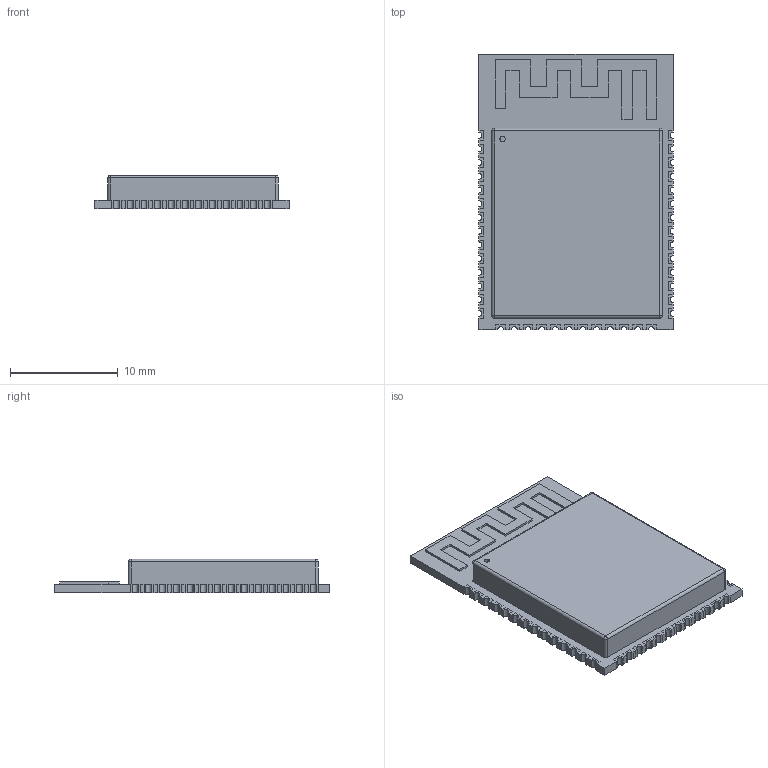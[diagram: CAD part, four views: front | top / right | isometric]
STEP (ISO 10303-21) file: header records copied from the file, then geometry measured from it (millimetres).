
FILE_DESCRIPTION(('FreeCAD Model'),'2;1');
FILE_NAME('Open CASCADE Shape Model','2024-10-15T03:08:01',( 'kicad StepUp'),('ksu MCAD'),'Open CASCADE STEP processor 7.8', 'FreeCAD','Unknown');
FILE_SCHEMA(('AUTOMOTIVE_DESIGN { 1 0 10303 214 1 1 1 1 }'));
Length unit declared in the file: millimetre
Products named in the file (1): ESP32-S3-WROOM-2
Bounding box: 18 x 25.5 x 3.1 mm (x, y, z)
Volume: 1009.1 mm3; surface area: 1152.2 mm2
Topology: 1 solids, 1 shells, 303 faces, 1055 edges, 762 vertices
Faces by surface type: plane 250, cylinder 49, sphere 4
Full cylindrical faces by diameter (mm): 0.5 x1
Entity records: 13055 total; most frequent: CARTESIAN_POINT 2117, ORIENTED_EDGE 2102, DIRECTION 1757, EDGE_CURVE 1051, LINE 953, VECTOR 953, VERTEX_POINT 762, AXIS2_PLACEMENT_3D 402
